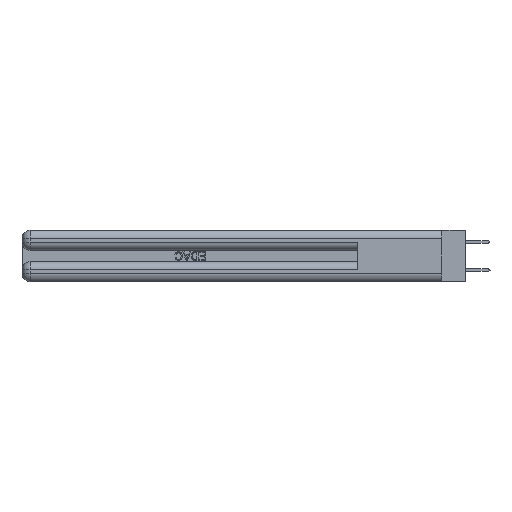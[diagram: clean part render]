
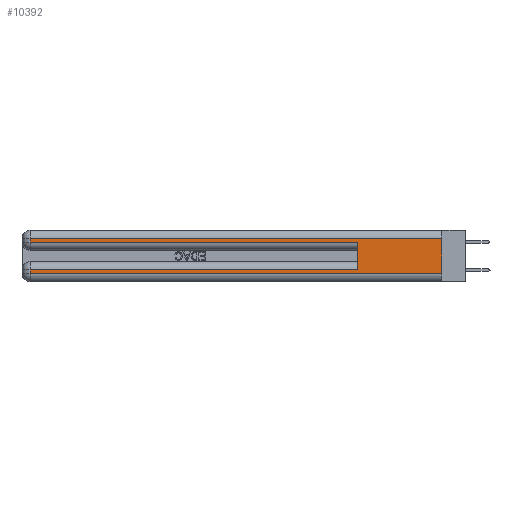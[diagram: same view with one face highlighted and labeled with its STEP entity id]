
A CAD part, left-side view. The second image highlights one B-rep face of the part: STEP entity #10392.
In plain terms, the highlighted planar face has unit normal (-1, 0, 0).
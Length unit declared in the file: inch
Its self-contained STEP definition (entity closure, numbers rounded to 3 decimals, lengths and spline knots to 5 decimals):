
#76 = CARTESIAN_POINT ( 'NONE',  ( 0., 0.6, 0.085 ) ) ;
#860 = ORIENTED_EDGE ( 'NONE', *, *, #12704, .T. ) ;
#1158 = VECTOR ( 'NONE', #36507, 39.37008 ) ;
#1378 = VERTEX_POINT ( 'NONE', #35480 ) ;
#2246 = ORIENTED_EDGE ( 'NONE', *, *, #6421, .F. ) ;
#2293 = DIRECTION ( 'NONE',  ( 0., -1., 0. ) ) ;
#3502 = CARTESIAN_POINT ( 'NONE',  ( 0., 2.94, 0.37 ) ) ;
#4201 = CARTESIAN_POINT ( 'NONE',  ( 0., 0., 0.31 ) ) ;
#4907 = LINE ( 'NONE', #14490, #15842 ) ;
#5132 = EDGE_CURVE ( 'NONE', #35717, #13096, #4907, .T. ) ;
#5901 = CARTESIAN_POINT ( 'NONE',  ( 0., 0.6, 0.285 ) ) ;
#6138 = CARTESIAN_POINT ( 'NONE',  ( 0., 2.94, 0.285 ) ) ;
#6421 = EDGE_CURVE ( 'NONE', #8057, #15713, #33624, .T. ) ;
#7709 = LINE ( 'NONE', #8062, #10440 ) ;
#7755 = VERTEX_POINT ( 'NONE', #5901 ) ;
#8004 = ORIENTED_EDGE ( 'NONE', *, *, #26461, .T. ) ;
#8057 = VERTEX_POINT ( 'NONE', #4201 ) ;
#8062 = CARTESIAN_POINT ( 'NONE',  ( 0., 0., 0.06 ) ) ;
#8141 = ORIENTED_EDGE ( 'NONE', *, *, #24356, .T. ) ;
#9180 = LINE ( 'NONE', #14884, #21941 ) ;
#9678 = LINE ( 'NONE', #36097, #17441 ) ;
#10392 = ADVANCED_FACE ( 'NONE', ( #16226 ), #13928, .F. ) ;
#10440 = VECTOR ( 'NONE', #2293, 39.37008 ) ;
#10617 = CARTESIAN_POINT ( 'NONE',  ( 0., 0., 0.37 ) ) ;
#11061 = VERTEX_POINT ( 'NONE', #18467 ) ;
#11961 = VECTOR ( 'NONE', #22947, 39.37008 ) ;
#12240 = AXIS2_PLACEMENT_3D ( 'NONE', #10617, #13562, #33933 ) ;
#12704 = EDGE_CURVE ( 'NONE', #30943, #11061, #9678, .T. ) ;
#13096 = VERTEX_POINT ( 'NONE', #6138 ) ;
#13498 = ORIENTED_EDGE ( 'NONE', *, *, #36331, .F. ) ;
#13562 = DIRECTION ( 'NONE',  ( 1., 0., 0. ) ) ;
#13928 = PLANE ( 'NONE',  #12240 ) ;
#14490 = CARTESIAN_POINT ( 'NONE',  ( 0., 2.94, 0.37 ) ) ;
#14657 = CARTESIAN_POINT ( 'NONE',  ( 0., 0.6, 0.145 ) ) ;
#14884 = CARTESIAN_POINT ( 'NONE',  ( 0., 0., 0.31 ) ) ;
#15713 = VERTEX_POINT ( 'NONE', #33536 ) ;
#15842 = VECTOR ( 'NONE', #30268, 39.37008 ) ;
#16226 = FACE_OUTER_BOUND ( 'NONE', #18700, .T. ) ;
#17441 = VECTOR ( 'NONE', #33821, 39.37008 ) ;
#17464 = DIRECTION ( 'NONE',  ( 0., 0., -1. ) ) ;
#18467 = CARTESIAN_POINT ( 'NONE',  ( 0., 2.94, 0.085 ) ) ;
#18634 = ORIENTED_EDGE ( 'NONE', *, *, #28983, .T. ) ;
#18700 = EDGE_LOOP ( 'NONE', ( #2246, #8141, #35765, #26767, #13498, #860, #18634, #8004 ) ) ;
#20884 = DIRECTION ( 'NONE',  ( 0., 0., -1. ) ) ;
#21941 = VECTOR ( 'NONE', #29435, 39.37008 ) ;
#22843 = EDGE_CURVE ( 'NONE', #13096, #7755, #30364, .T. ) ;
#22947 = DIRECTION ( 'NONE',  ( 0., 0., 1. ) ) ;
#23367 = CARTESIAN_POINT ( 'NONE',  ( 0., 2.94, 0.31 ) ) ;
#24356 = EDGE_CURVE ( 'NONE', #8057, #35717, #9180, .T. ) ;
#26461 = EDGE_CURVE ( 'NONE', #1378, #15713, #7709, .T. ) ;
#26767 = ORIENTED_EDGE ( 'NONE', *, *, #22843, .T. ) ;
#28983 = EDGE_CURVE ( 'NONE', #11061, #1378, #33953, .T. ) ;
#29435 = DIRECTION ( 'NONE',  ( 0., 1., 0. ) ) ;
#30268 = DIRECTION ( 'NONE',  ( 0., 0., -1. ) ) ;
#30364 = LINE ( 'NONE', #30514, #1158 ) ;
#30514 = CARTESIAN_POINT ( 'NONE',  ( 0., 0., 0.285 ) ) ;
#30943 = VERTEX_POINT ( 'NONE', #76 ) ;
#32110 = VECTOR ( 'NONE', #20884, 39.37008 ) ;
#33142 = VECTOR ( 'NONE', #17464, 39.37008 ) ;
#33536 = CARTESIAN_POINT ( 'NONE',  ( 0., 0., 0.06 ) ) ;
#33624 = LINE ( 'NONE', #34799, #33142 ) ;
#33821 = DIRECTION ( 'NONE',  ( 0., 1., 0. ) ) ;
#33933 = DIRECTION ( 'NONE',  ( 0., 0., -1. ) ) ;
#33953 = LINE ( 'NONE', #3502, #32110 ) ;
#34799 = CARTESIAN_POINT ( 'NONE',  ( 0., 0., 0.37 ) ) ;
#35186 = LINE ( 'NONE', #14657, #11961 ) ;
#35480 = CARTESIAN_POINT ( 'NONE',  ( 0., 2.94, 0.06 ) ) ;
#35717 = VERTEX_POINT ( 'NONE', #23367 ) ;
#35765 = ORIENTED_EDGE ( 'NONE', *, *, #5132, .T. ) ;
#36097 = CARTESIAN_POINT ( 'NONE',  ( 0., 0., 0.085 ) ) ;
#36331 = EDGE_CURVE ( 'NONE', #30943, #7755, #35186, .T. ) ;
#36507 = DIRECTION ( 'NONE',  ( 0., -1., 0. ) ) ;
